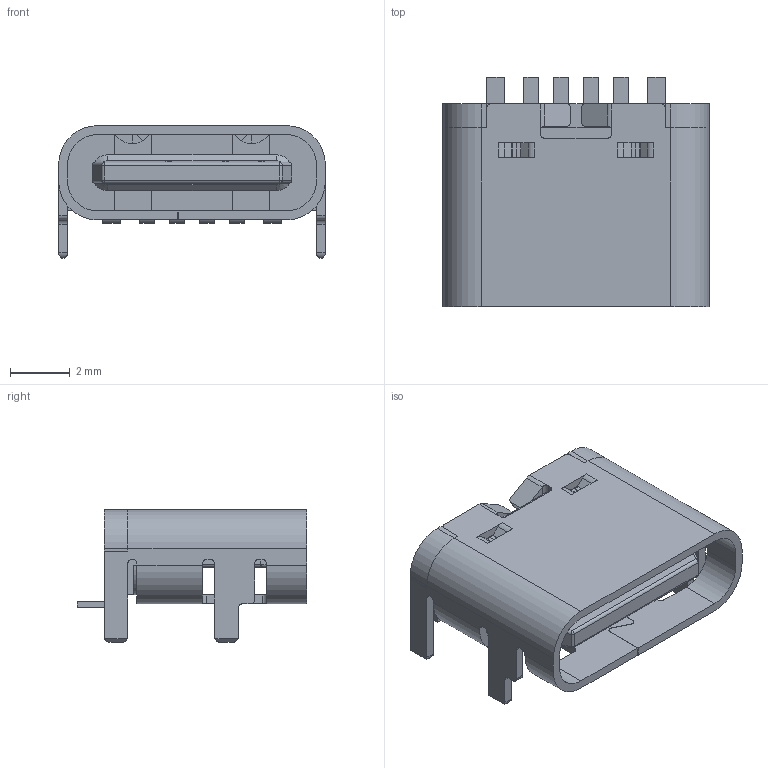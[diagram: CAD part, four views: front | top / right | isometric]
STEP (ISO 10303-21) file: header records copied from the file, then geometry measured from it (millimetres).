
FILE_DESCRIPTION(/* description */ ('Unknown'),/* implementation_level */ '2;1');
FILE_NAME(/* name */ '632722100213',/* time_stamp */ '2024-03-22T15:33:00+01:00',/* author */ ('Unknown'),/* organization */ ('Unknown'),/* preprocessor_version */ 'ST-DEVELOPER v18.102',/* originating_system */ 'Solid Edge',/* authorisation */ 'Unknown');
FILE_SCHEMA (('AUTOMOTIVE_DESIGN {1 0 10303 214 3 1 1}'));
Length unit declared in the file: millimetre
Products named in the file (9): 632722100213; 632722100213_Housing; 632722100213_Pin; 632722100213_Pin2; 632722100213_pin3; 632722100213_pin4; 632722100213_Pin_mir2; 632722100213_Shielding
Assembly tree (15 placements, depth 3):
  632722100213
    632722100213_Housing
      632722100213_Housing
      632722100213_Pin
      632722100213_Pin2  x4
      632722100213_pin3  x2
      632722100213_pin4  x4
      632722100213_Pin_mir2
    632722100213_Shielding
Bounding box: 8.94 x 7.7 x 4.45 mm (x, y, z)
Volume: 94.2 mm3; surface area: 586 mm2
Topology: 14 solids, 15 shells, 717 faces, 2011 edges, 1306 vertices
Faces by surface type: plane 496, cylinder 213, sphere 4, cone 4
Entity records: 20541 total; most frequent: CARTESIAN_POINT 3606, ORIENTED_EDGE 3558, DIRECTION 3448, EDGE_CURVE 1779, LINE 1376, VECTOR 1376, VERTEX_POINT 1154, AXIS2_PLACEMENT_3D 1036
